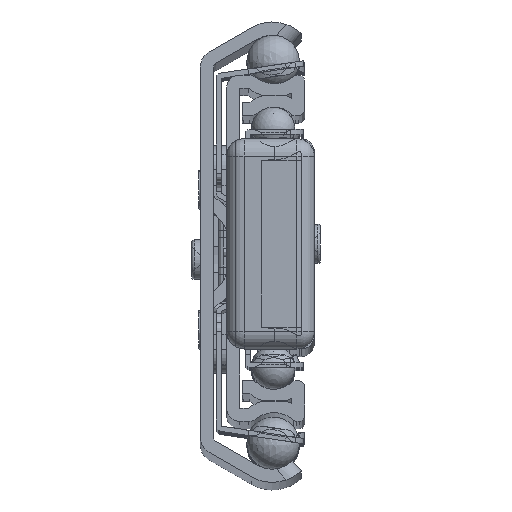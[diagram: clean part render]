
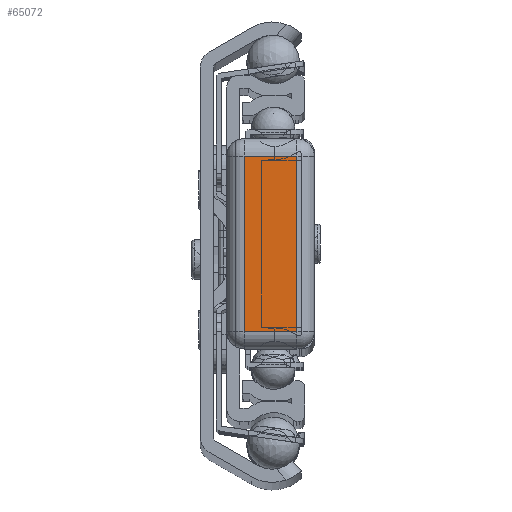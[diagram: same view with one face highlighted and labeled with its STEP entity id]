
A CAD part, top view. The second image highlights one B-rep face of the part: STEP entity #65072.
In plain terms, the highlighted planar face has unit normal (0, 0, 1).
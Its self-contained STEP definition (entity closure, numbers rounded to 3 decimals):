
#3743=PLANE('',#69087);
#6402=FACE_OUTER_BOUND('',#9784,.T.);
#9784=EDGE_LOOP('',(#43951,#43952,#43953,#43954));
#13408=LINE('',#94278,#18040);
#13410=LINE('',#94286,#18042);
#13412=LINE('',#94296,#18044);
#13414=LINE('',#94305,#18046);
#18040=VECTOR('',#76400,10.);
#18042=VECTOR('',#76408,10.);
#18044=VECTOR('',#76420,10.);
#18046=VECTOR('',#76432,10.);
#25476=VERTEX_POINT('',#94275);
#25477=VERTEX_POINT('',#94277);
#25480=VERTEX_POINT('',#94285);
#25483=VERTEX_POINT('',#94295);
#32564=EDGE_CURVE('',#25476,#25477,#13408,.T.);
#32568=EDGE_CURVE('',#25477,#25480,#13410,.T.);
#32573=EDGE_CURVE('',#25480,#25483,#13412,.T.);
#32578=EDGE_CURVE('',#25483,#25476,#13414,.T.);
#43951=ORIENTED_EDGE('',*,*,#32564,.F.);
#43952=ORIENTED_EDGE('',*,*,#32578,.F.);
#43953=ORIENTED_EDGE('',*,*,#32573,.F.);
#43954=ORIENTED_EDGE('',*,*,#32568,.F.);
#65072=ADVANCED_FACE('',(#6402),#3743,.T.);
#69087=AXIS2_PLACEMENT_3D('',#94319,#76454,#76455);
#76400=DIRECTION('',(0.,1.,0.));
#76408=DIRECTION('',(1.,0.,0.));
#76420=DIRECTION('',(0.,-1.,0.));
#76432=DIRECTION('',(-1.,0.,0.));
#76454=DIRECTION('center_axis',(0.,0.,
1.));
#76455=DIRECTION('ref_axis',(-1.,0.,0.));
#94275=CARTESIAN_POINT('',(-3.2,-10.,800.));
#94277=CARTESIAN_POINT('',(-3.2,10.,800.));
#94278=CARTESIAN_POINT('',(-3.2,-5.,800.));
#94285=CARTESIAN_POINT('',(2.8,10.,800.));
#94286=CARTESIAN_POINT('',(-1.7,10.,800.));
#94295=CARTESIAN_POINT('',(2.8,-10.,800.));
#94296=CARTESIAN_POINT('',(2.8,5.,800.));
#94305=CARTESIAN_POINT('',(1.3,-10.,800.));
#94319=CARTESIAN_POINT('Origin',(-0.2,0.,
800.));
